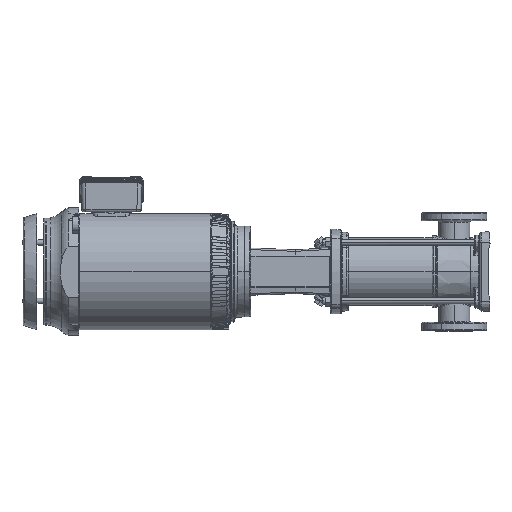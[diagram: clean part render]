
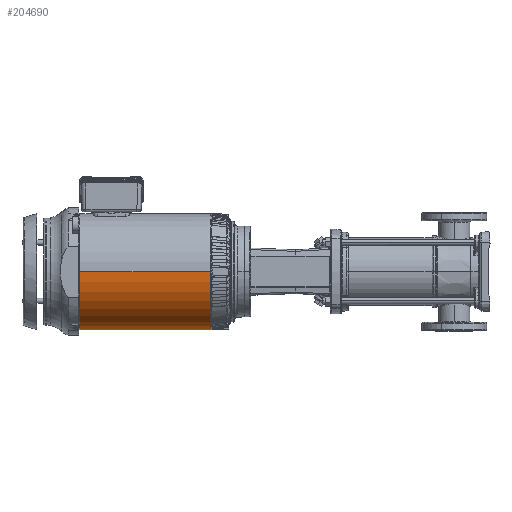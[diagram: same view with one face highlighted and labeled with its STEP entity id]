
A CAD part, left-side view. The second image highlights one B-rep face of the part: STEP entity #204690.
In plain terms, the highlighted cylindrical face has radius 146.3 mm (diameter 292.6 mm), a partial arc.
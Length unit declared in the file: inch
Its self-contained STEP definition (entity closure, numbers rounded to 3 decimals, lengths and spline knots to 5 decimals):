
#1460 = ORIENTED_EDGE ( 'NONE', *, *, #24559, .F. ) ;
#11415 = CARTESIAN_POINT ( 'NONE',  ( 43.94817, -6.14528, 0. ) ) ;
#17477 = CARTESIAN_POINT ( 'NONE',  ( 43.94817, -0.38544, -5.75984 ) ) ;
#17928 = DIRECTION ( 'NONE',  ( -1., 0., 0. ) ) ;
#22028 = ORIENTED_EDGE ( 'NONE', *, *, #172356, .T. ) ;
#24559 = EDGE_CURVE ( 'NONE', #159849, #104242, #74254, .T. ) ;
#33417 = AXIS2_PLACEMENT_3D ( 'NONE', #64403, #192379, #42751 ) ;
#42751 = DIRECTION ( 'NONE',  ( 0., 0., 1. ) ) ;
#55444 = CARTESIAN_POINT ( 'NONE',  ( 6.14489, -0.38544, -5.75984 ) ) ;
#56539 = CARTESIAN_POINT ( 'NONE',  ( 6.14489, -0.38544, 0. ) ) ;
#60374 = AXIS2_PLACEMENT_3D ( 'NONE', #135054, #189401, #156682 ) ;
#64403 = CARTESIAN_POINT ( 'NONE',  ( 43.94817, -0.38544, 0. ) ) ;
#72549 = CARTESIAN_POINT ( 'NONE',  ( -6.84724, -0.38544, -5.75984 ) ) ;
#74254 = LINE ( 'NONE', #17477, #149533 ) ;
#82687 = CIRCLE ( 'NONE', #190561, 5.75984 ) ;
#95880 = FACE_OUTER_BOUND ( 'NONE', #174480, .T. ) ;
#104242 = VERTEX_POINT ( 'NONE', #72549 ) ;
#113283 = DIRECTION ( 'NONE',  ( 0., -1., 0. ) ) ;
#125805 = EDGE_CURVE ( 'NONE', #104242, #181013, #187688, .T. ) ;
#135054 = CARTESIAN_POINT ( 'NONE',  ( -6.84724, -0.38544, 0. ) ) ;
#140622 = VECTOR ( 'NONE', #164587, 39.37008 ) ;
#148652 = EDGE_CURVE ( 'NONE', #181013, #200564, #176772, .T. ) ;
#149533 = VECTOR ( 'NONE', #219114, 39.37008 ) ;
#156682 = DIRECTION ( 'NONE',  ( 0., -1., 0. ) ) ;
#159849 = VERTEX_POINT ( 'NONE', #55444 ) ;
#164587 = DIRECTION ( 'NONE',  ( 1., 0., 0. ) ) ;
#171383 = ORIENTED_EDGE ( 'NONE', *, *, #125805, .F. ) ;
#172356 = EDGE_CURVE ( 'NONE', #159849, #200564, #82687, .T. ) ;
#174480 = EDGE_LOOP ( 'NONE', ( #1460, #22028, #174577, #171383 ) ) ;
#174577 = ORIENTED_EDGE ( 'NONE', *, *, #148652, .F. ) ;
#176772 = LINE ( 'NONE', #11415, #140622 ) ;
#181013 = VERTEX_POINT ( 'NONE', #183413 ) ;
#183413 = CARTESIAN_POINT ( 'NONE',  ( -6.84724, -6.14528, 0. ) ) ;
#187688 = CIRCLE ( 'NONE', #60374, 5.75984 ) ;
#189401 = DIRECTION ( 'NONE',  ( -1., 0., 0. ) ) ;
#190561 = AXIS2_PLACEMENT_3D ( 'NONE', #56539, #17928, #113283 ) ;
#192379 = DIRECTION ( 'NONE',  ( -1., 0., 0. ) ) ;
#200564 = VERTEX_POINT ( 'NONE', #215723 ) ;
#204690 = ADVANCED_FACE ( 'NONE', ( #95880 ), #226243, .T. ) ;
#215723 = CARTESIAN_POINT ( 'NONE',  ( 6.14489, -6.14528, 0. ) ) ;
#219114 = DIRECTION ( 'NONE',  ( -1., 0., 0. ) ) ;
#226243 = CYLINDRICAL_SURFACE ( 'NONE', #33417, 5.75984 ) ;
